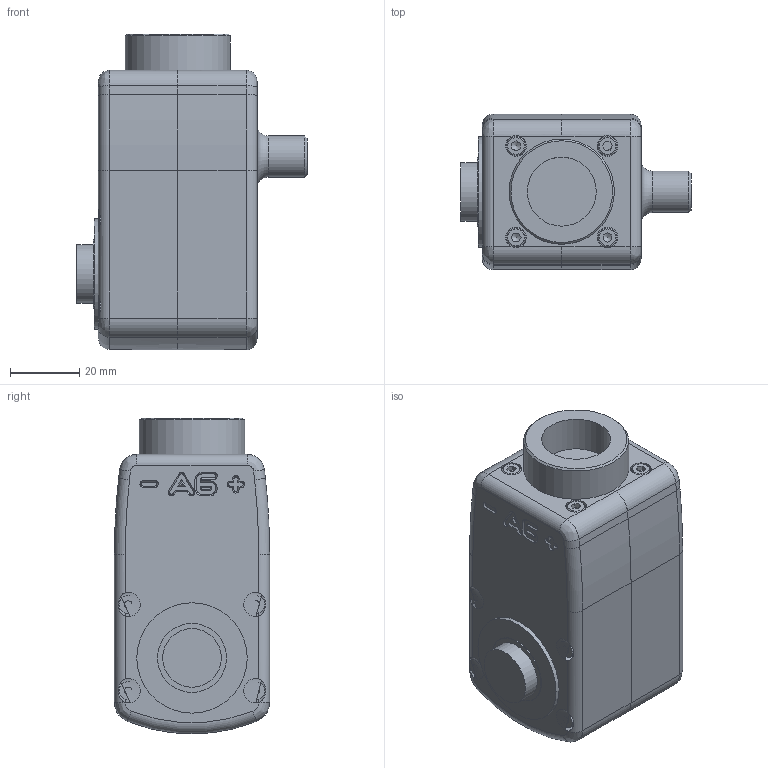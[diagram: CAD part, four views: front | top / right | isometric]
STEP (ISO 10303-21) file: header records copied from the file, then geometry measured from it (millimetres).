
FILE_DESCRIPTION(/* description */ (''),/* implementation_level */ '2;1');
FILE_NAME(/* name */ 'Link 5.stp',/* time_stamp */ '2024-07-18T08:18:18-04:00',/* author */ ('cbernier'),/* organization */ (''),/* preprocessor_version */ 'ST-DEVELOPER v20',/* originating_system */ 'Autodesk Inventor 2024',/* authorisation */ '');
FILE_SCHEMA (('AUTOMOTIVE_DESIGN { 1 0 10303 214 3 1 1 }'));
Length unit declared in the file: inch
Products named in the file (1): Link 5
Bounding box: 66.75 x 45 x 91.5 mm (x, y, z)
Volume: 164362.5 mm3; surface area: 24404.5 mm2
Topology: 1 solids, 13 shells, 552 faces, 1364 edges, 857 vertices
Faces by surface type: plane 222, cylinder 138, bspline 123, cone 46, torus 23
Full cylindrical faces by diameter (mm): 2.387 x4, 3 x12, 3.2 x12, 5.2 x4, 5.5 x8, 6 x4, 12 x1, 17 x1, 20 x2, 30.5 x1, 32 x1
Entity records: 19770 total; most frequent: CARTESIAN_POINT 6921, ORIENTED_EDGE 2702, DIRECTION 2242, EDGE_CURVE 1351, VERTEX_POINT 855, AXIS2_PLACEMENT_3D 781, LINE 680, VECTOR 680
